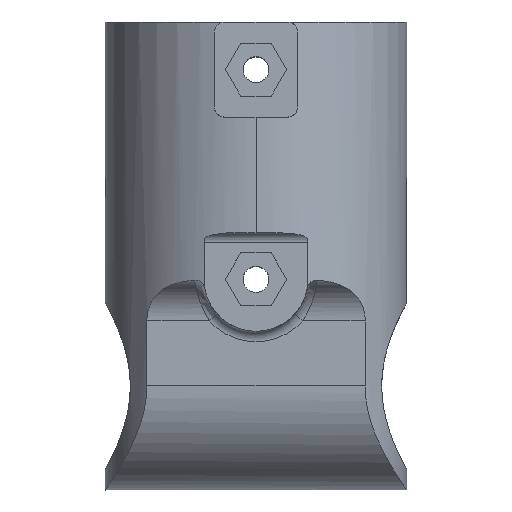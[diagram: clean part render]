
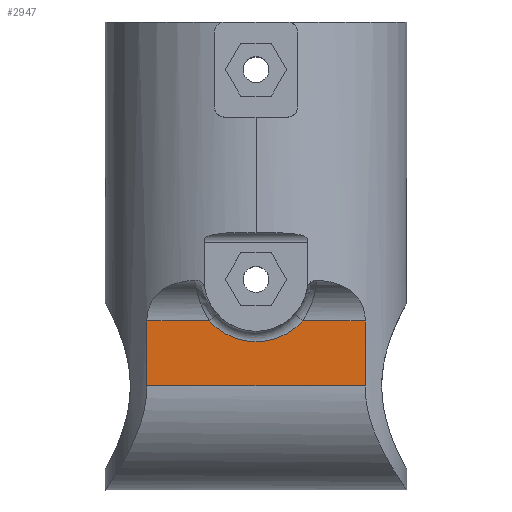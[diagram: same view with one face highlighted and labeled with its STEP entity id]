
A CAD part, top view. The second image highlights one B-rep face of the part: STEP entity #2947.
In plain terms, the highlighted planar face has unit normal (0, 0, 1).
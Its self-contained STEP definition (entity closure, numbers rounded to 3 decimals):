
#31 = AXIS2_PLACEMENT_3D ( 'NONE', #81, #2096, #3209 ) ;
#46 = DIRECTION ( 'NONE',  ( -1., 0., 0. ) ) ;
#81 = CARTESIAN_POINT ( 'NONE',  ( 0., -24.75, 10. ) ) ;
#424 = VECTOR ( 'NONE', #3695, 1000. ) ;
#455 = EDGE_LOOP ( 'NONE', ( #3500, #2115, #3561, #691, #2932, #1684 ) ) ;
#474 = VECTOR ( 'NONE', #3538, 1000. ) ;
#512 = VERTEX_POINT ( 'NONE', #3273 ) ;
#616 = DIRECTION ( 'NONE',  ( 1., 0., 0. ) ) ;
#691 = ORIENTED_EDGE ( 'NONE', *, *, #3371, .T. ) ;
#699 = CARTESIAN_POINT ( 'NONE',  ( 10.5, -28.75, 10. ) ) ;
#986 = DIRECTION ( 'NONE',  ( 0., 0., -1. ) ) ;
#1041 = VERTEX_POINT ( 'NONE', #2294 ) ;
#1069 = VECTOR ( 'NONE', #46, 1000. ) ;
#1254 = LINE ( 'NONE', #2850, #2587 ) ;
#1267 = DIRECTION ( 'NONE',  ( -1., 0., 0. ) ) ;
#1353 = VERTEX_POINT ( 'NONE', #3133 ) ;
#1459 = EDGE_CURVE ( 'NONE', #3495, #1041, #3633, .T. ) ;
#1547 = VERTEX_POINT ( 'NONE', #2179 ) ;
#1684 = ORIENTED_EDGE ( 'NONE', *, *, #1739, .T. ) ;
#1739 = EDGE_CURVE ( 'NONE', #2710, #3495, #1254, .T. ) ;
#1805 = EDGE_CURVE ( 'NONE', #1547, #2710, #3257, .T. ) ;
#2002 = DIRECTION ( 'NONE',  ( 0., 1., 0. ) ) ;
#2096 = DIRECTION ( 'NONE',  ( 0., 0., -1. ) ) ;
#2115 = ORIENTED_EDGE ( 'NONE', *, *, #3350, .T. ) ;
#2163 = FACE_OUTER_BOUND ( 'NONE', #455, .T. ) ;
#2179 = CARTESIAN_POINT ( 'NONE',  ( -10.5, -35., 10. ) ) ;
#2269 = LINE ( 'NONE', #3726, #424 ) ;
#2294 = CARTESIAN_POINT ( 'NONE',  ( 4.472, -28.75, 10. ) ) ;
#2309 = EDGE_CURVE ( 'NONE', #512, #1353, #2269, .T. ) ;
#2318 = CARTESIAN_POINT ( 'NONE',  ( -14.5, -35., 10. ) ) ;
#2364 = AXIS2_PLACEMENT_3D ( 'NONE', #2956, #986, #1267 ) ;
#2398 = PLANE ( 'NONE',  #2364 ) ;
#2493 = VECTOR ( 'NONE', #616, 1000. ) ;
#2587 = VECTOR ( 'NONE', #2002, 1000. ) ;
#2677 = LINE ( 'NONE', #2910, #474 ) ;
#2710 = VERTEX_POINT ( 'NONE', #3441 ) ;
#2850 = CARTESIAN_POINT ( 'NONE',  ( 10.5, -45., 10. ) ) ;
#2910 = CARTESIAN_POINT ( 'NONE',  ( -10.5, -45., 10. ) ) ;
#2932 = ORIENTED_EDGE ( 'NONE', *, *, #1805, .T. ) ;
#2947 = ADVANCED_FACE ( 'NONE', ( #2163 ), #2398, .F. ) ;
#2956 = CARTESIAN_POINT ( 'NONE',  ( 0., -24.75, 10. ) ) ;
#3133 = CARTESIAN_POINT ( 'NONE',  ( -10.5, -28.75, 10. ) ) ;
#3209 = DIRECTION ( 'NONE',  ( -1., 0., 0. ) ) ;
#3257 = LINE ( 'NONE', #2318, #2493 ) ;
#3273 = CARTESIAN_POINT ( 'NONE',  ( -4.472, -28.75, 10. ) ) ;
#3350 = EDGE_CURVE ( 'NONE', #1041, #512, #3583, .T. ) ;
#3371 = EDGE_CURVE ( 'NONE', #1353, #1547, #2677, .T. ) ;
#3441 = CARTESIAN_POINT ( 'NONE',  ( 10.5, -35., 10. ) ) ;
#3460 = CARTESIAN_POINT ( 'NONE',  ( 5., -28.75, 10. ) ) ;
#3495 = VERTEX_POINT ( 'NONE', #699 ) ;
#3500 = ORIENTED_EDGE ( 'NONE', *, *, #1459, .T. ) ;
#3538 = DIRECTION ( 'NONE',  ( 0., -1., 0. ) ) ;
#3561 = ORIENTED_EDGE ( 'NONE', *, *, #2309, .T. ) ;
#3583 = CIRCLE ( 'NONE', #31, 6. ) ;
#3633 = LINE ( 'NONE', #3460, #1069 ) ;
#3695 = DIRECTION ( 'NONE',  ( -1., 0., 0. ) ) ;
#3726 = CARTESIAN_POINT ( 'NONE',  ( -10.5, -28.75, 10. ) ) ;
